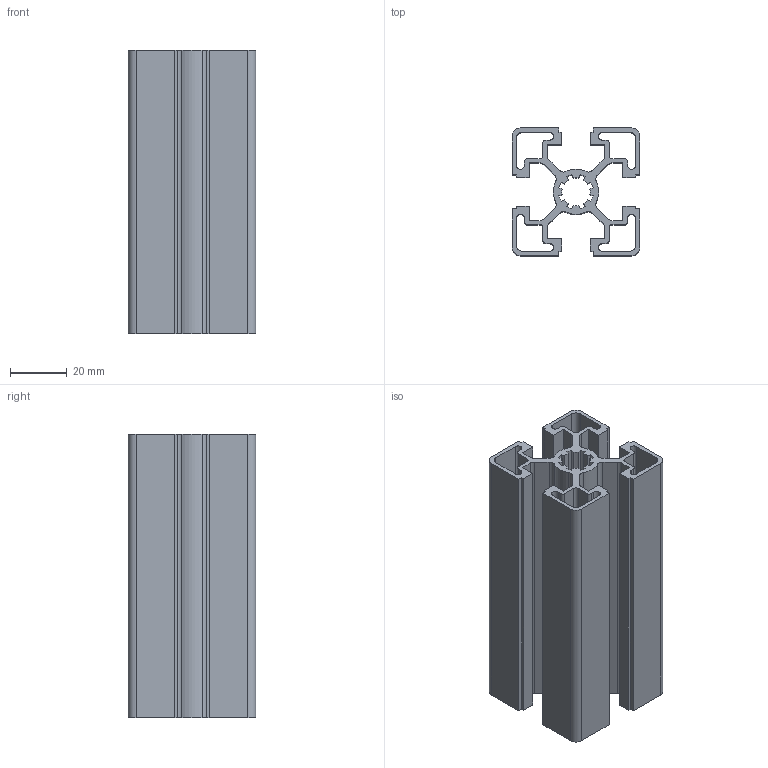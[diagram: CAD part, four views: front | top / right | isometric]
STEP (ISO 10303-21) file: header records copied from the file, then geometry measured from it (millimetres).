
FILE_DESCRIPTION((''),'2;1');
FILE_NAME('K_164545L-100.stp','2013-02-18T10:46:13',('VeronikaF'),(''),'Autodesk Inventor 2011','Autodesk Inventor 2011','');
FILE_SCHEMA(('AUTOMOTIVE_DESIGN { 1 0 10303 214 1 1 1 1 }'));
Length unit declared in the file: millimetre
Products named in the file (1): K_164545L-100
Bounding box: 45 x 45 x 100 mm (x, y, z)
Volume: 58505.2 mm3; surface area: 61130.6 mm2
Topology: 1 solids, 1 shells, 162 faces, 480 edges, 320 vertices
Faces by surface type: plane 98, cylinder 64
Entity records: 5478 total; most frequent: CARTESIAN_POINT 963, ORIENTED_EDGE 960, DIRECTION 934, EDGE_CURVE 480, VECTOR 352, LINE 352, VERTEX_POINT 320, AXIS2_PLACEMENT_3D 291
